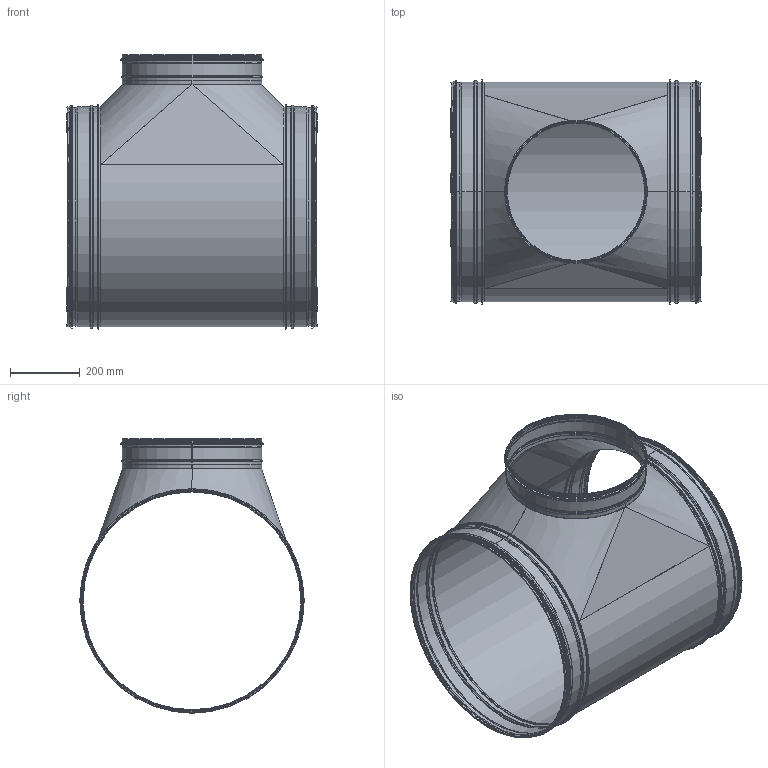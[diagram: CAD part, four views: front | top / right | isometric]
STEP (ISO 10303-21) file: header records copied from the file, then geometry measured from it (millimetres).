
FILE_DESCRIPTION((''),'2;1');
FILE_NAME('HTK_630-400.stp','2014-02-21T07:13:57',(''),(''),'Autodesk Inventor 2013','Autodesk Inventor 2013','');
FILE_SCHEMA(('AUTOMOTIVE_DESIGN { 1 2 10303 214 0 1 1 1 }'));
Length unit declared in the file: millimetre
Products named in the file (12): HTK_630-400; HTKRörämne_630-400; HTKRörämnesdel2-630-400; HTKRörämnesdel1-630-400; HTKRörämnesdel3-630-400; HTKRörämnesdel4-630-400; StosStödsick-400; StosStödsickRörämne-400; 999009; HSGMedFals-630; HSGMedFalsRörämne-630; 999011
Assembly tree (13 placements, depth 3):
  HTK_630-400
    HTKRörämne_630-400
      HTKRörämnesdel2-630-400
      HTKRörämnesdel1-630-400
      HTKRörämnesdel3-630-400
      HTKRörämnesdel4-630-400  x2
    StosStödsick-400
      StosStödsickRörämne-400
      999009
    HSGMedFals-630  x2
      HSGMedFalsRörämne-630
      999011
Bounding box: 715.96 x 643.13 x 785.14 mm (x, y, z)
Volume: 1041487.1 mm3; surface area: 3553461.8 mm2
Topology: 11 solids, 11 shells, 353 faces, 693 edges, 369 vertices
Faces by surface type: plane 177, torus 72, cylinder 54, cone 30, bspline 20
Full cylindrical faces by diameter (mm): 393 x1, 394 x1, 395.2 x1, 397.2 x1, 397.8 x6, 398.2 x1, 398.8 x3, 404.2 x1, 409.2 x1, 622.9 x2, 623.9 x2, 625.1 x2, 627.7 x14, 628.7 x8, 631.7 x2, 634.1 x2, 638.7 x2, 639.1 x2
Entity records: 7289 total; most frequent: CARTESIAN_POINT 1874, DIRECTION 1106, ORIENTED_EDGE 896, AXIS2_PLACEMENT_3D 449, EDGE_CURVE 448, EDGE_LOOP 280, VERTEX_POINT 254, STYLED_ITEM 250
